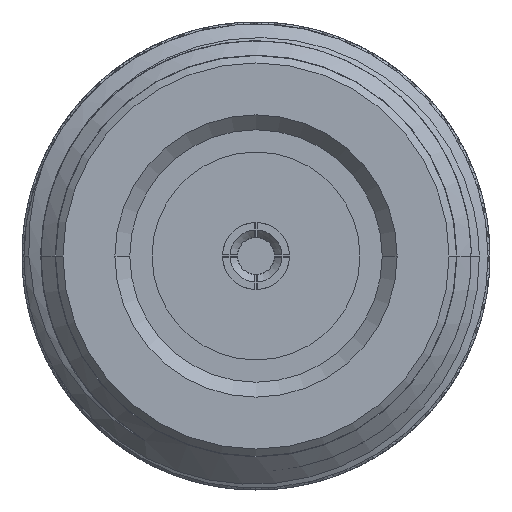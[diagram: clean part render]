
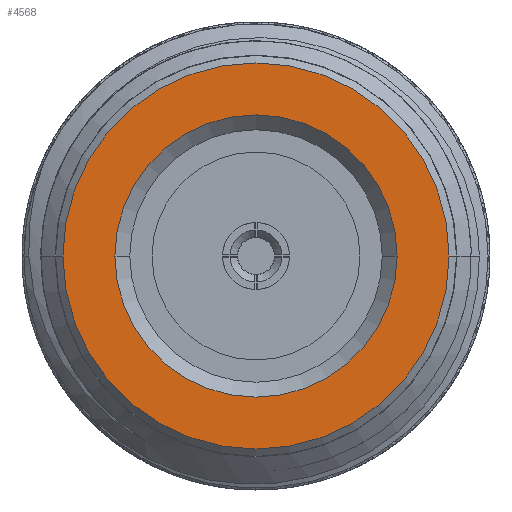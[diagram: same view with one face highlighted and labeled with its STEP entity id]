
A CAD part, left-side view. The second image highlights one B-rep face of the part: STEP entity #4568.
In plain terms, the highlighted planar face has unit normal (-1, 0, 0).
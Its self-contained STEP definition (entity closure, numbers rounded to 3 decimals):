
#439 = AXIS2_PLACEMENT_3D ( 'NONE', #18099, #75423, #64225 ) ;
#4568 = ADVANCED_FACE ( 'NONE', ( #44113, #14400 ), #56921, .T. ) ;
#5261 = CARTESIAN_POINT ( 'NONE',  ( 0., 0., 6.604 ) ) ;
#6070 = DIRECTION ( 'NONE',  ( 0., 0., -1. ) ) ;
#7278 = ORIENTED_EDGE ( 'NONE', *, *, #39851, .T. ) ;
#13269 = CARTESIAN_POINT ( 'NONE',  ( 0., 0., 4.826 ) ) ;
#13318 = VERTEX_POINT ( 'NONE', #42518 ) ;
#14400 = FACE_OUTER_BOUND ( 'NONE', #16223, .T. ) ;
#16223 = EDGE_LOOP ( 'NONE', ( #63142, #55052 ) ) ;
#18099 = CARTESIAN_POINT ( 'NONE',  ( 0., 0., 0. ) ) ;
#26627 = EDGE_CURVE ( 'NONE', #13318, #50006, #78850, .T. ) ;
#32354 = AXIS2_PLACEMENT_3D ( 'NONE', #65083, #52283, #6070 ) ;
#32453 = VERTEX_POINT ( 'NONE', #84045 ) ;
#36337 = AXIS2_PLACEMENT_3D ( 'NONE', #68443, #81317, #47585 ) ;
#38750 = CIRCLE ( 'NONE', #439, 4.826 ) ;
#39851 = EDGE_CURVE ( 'NONE', #50006, #13318, #38750, .T. ) ;
#42518 = CARTESIAN_POINT ( 'NONE',  ( 0., 0., -4.826 ) ) ;
#43463 = ORIENTED_EDGE ( 'NONE', *, *, #26627, .T. ) ;
#44113 = FACE_BOUND ( 'NONE', #64086, .T. ) ;
#45058 = DIRECTION ( 'NONE',  ( 0., 0., 1. ) ) ;
#47585 = DIRECTION ( 'NONE',  ( 0., 0., -1. ) ) ;
#50006 = VERTEX_POINT ( 'NONE', #13269 ) ;
#52283 = DIRECTION ( 'NONE',  ( 1., 0., 0. ) ) ;
#55052 = ORIENTED_EDGE ( 'NONE', *, *, #58321, .F. ) ;
#56921 = PLANE ( 'NONE',  #75449 ) ;
#58321 = EDGE_CURVE ( 'NONE', #75425, #32453, #62278, .T. ) ;
#60319 = EDGE_CURVE ( 'NONE', #32453, #75425, #63745, .T. ) ;
#62278 = CIRCLE ( 'NONE', #36337, 6.604 ) ;
#63142 = ORIENTED_EDGE ( 'NONE', *, *, #60319, .F. ) ;
#63745 = CIRCLE ( 'NONE', #32354, 6.604 ) ;
#63850 = CARTESIAN_POINT ( 'NONE',  ( 0., 0., 0. ) ) ;
#64086 = EDGE_LOOP ( 'NONE', ( #7278, #43463 ) ) ;
#64225 = DIRECTION ( 'NONE',  ( 0., 0., 1. ) ) ;
#65083 = CARTESIAN_POINT ( 'NONE',  ( 0., 0., 0. ) ) ;
#68443 = CARTESIAN_POINT ( 'NONE',  ( 0., 0., 0. ) ) ;
#75423 = DIRECTION ( 'NONE',  ( 1., 0., 0. ) ) ;
#75425 = VERTEX_POINT ( 'NONE', #5261 ) ;
#75449 = AXIS2_PLACEMENT_3D ( 'NONE', #82985, #76996, #80255 ) ;
#76996 = DIRECTION ( 'NONE',  ( -1., 0., 0. ) ) ;
#78850 = CIRCLE ( 'NONE', #81597, 4.826 ) ;
#80255 = DIRECTION ( 'NONE',  ( 0., 0., 1. ) ) ;
#81317 = DIRECTION ( 'NONE',  ( 1., 0., 0. ) ) ;
#81597 = AXIS2_PLACEMENT_3D ( 'NONE', #63850, #82677, #45058 ) ;
#82677 = DIRECTION ( 'NONE',  ( 1., 0., 0. ) ) ;
#82985 = CARTESIAN_POINT ( 'NONE',  ( 0., 0., 0. ) ) ;
#84045 = CARTESIAN_POINT ( 'NONE',  ( 0., 0., -6.604 ) ) ;
